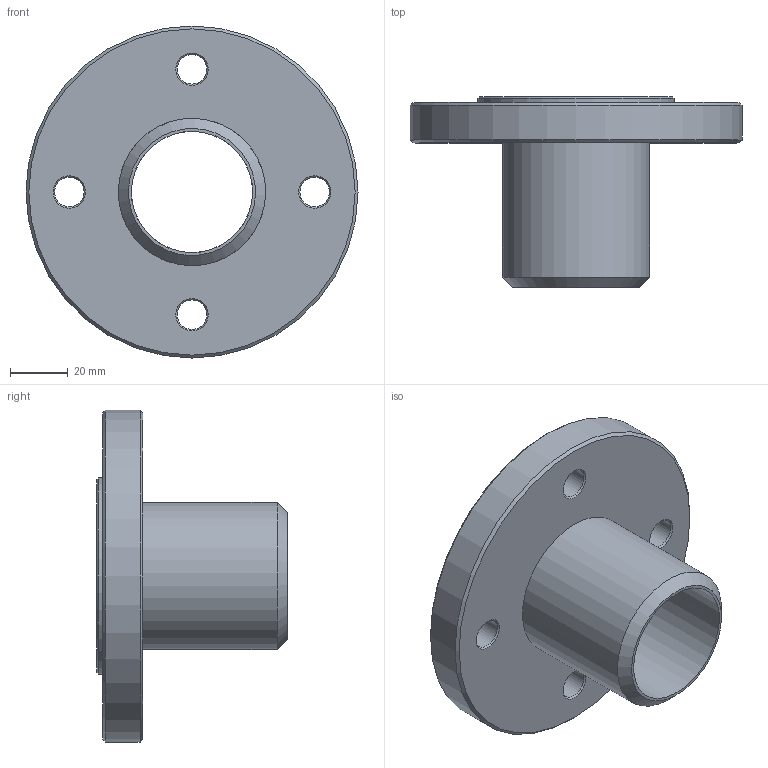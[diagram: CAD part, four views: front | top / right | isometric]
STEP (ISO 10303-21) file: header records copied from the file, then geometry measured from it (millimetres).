
FILE_DESCRIPTION(/* description */ ('ОЧ для РМ-С21м'),/* implementation_level */ '2;1');
FILE_NAME(/* name */ 'ОЧ для РМ-С21м.stp',/* time_stamp */ '2024-04-11T13:46:14+03:00',/* author */ ('Tech'),/* organization */ (''),/* preprocessor_version */ 'ST-DEVELOPER v18.1',/* originating_system */ 'Autodesk Inventor 2021',/* authorisation */ '');
FILE_SCHEMA (('AUTOMOTIVE_DESIGN { 1 0 10303 214 3 1 1 }'));
Length unit declared in the file: millimetre
Products named in the file (1): ОЧ для РМ-С2
1м
Bounding box: 115 x 66 x 115 mm (x, y, z)
Volume: 157405.3 mm3; surface area: 42720.9 mm2
Topology: 2 solids, 2 shells, 28 faces, 67 edges, 45 vertices
Faces by surface type: cone 12, cylinder 10, plane 6
Full cylindrical faces by diameter (mm): 10.25 x4, 42 x2, 51 x2, 68 x1, 115 x1
Entity records: 908 total; most frequent: DIRECTION 170, CARTESIAN_POINT 141, ORIENTED_EDGE 134, AXIS2_PLACEMENT_3D 74, EDGE_CURVE 67, CIRCLE 45, VERTEX_POINT 45, EDGE_LOOP 42
